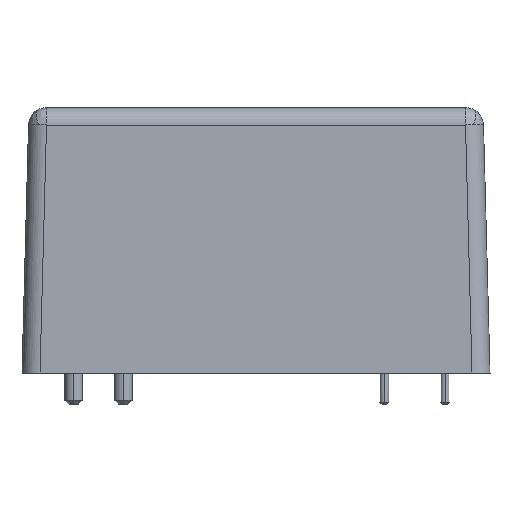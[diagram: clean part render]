
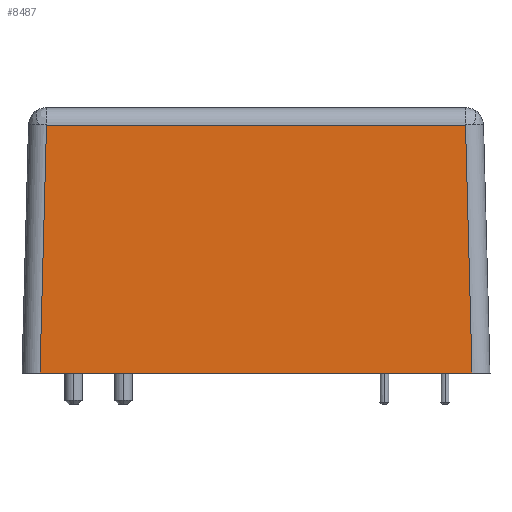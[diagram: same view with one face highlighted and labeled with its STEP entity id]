
A CAD part, left-side view. The second image highlights one B-rep face of the part: STEP entity #8487.
In plain terms, the highlighted planar face has unit normal (-1, 0, 0.026).
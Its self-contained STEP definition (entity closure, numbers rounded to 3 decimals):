
#664 = DIRECTION ( 'NONE',  ( 0.026, 0., 1. ) ) ;
#1102 = VECTOR ( 'NONE', #6148, 1000. ) ;
#1668 = CARTESIAN_POINT ( 'NONE',  ( -43.5, 24.001, 0. ) ) ;
#1675 = CARTESIAN_POINT ( 'NONE',  ( -43.5, -26., 0. ) ) ;
#1737 = PLANE ( 'NONE',  #12983 ) ;
#1912 = EDGE_CURVE ( 'NONE', #9145, #5477, #3432, .T. ) ;
#2151 = EDGE_LOOP ( 'NONE', ( #2792, #6029, #13003, #8882 ) ) ;
#2792 = ORIENTED_EDGE ( 'NONE', *, *, #8120, .T. ) ;
#3034 = DIRECTION ( 'NONE',  ( -0.026, 0.026, -0.999 ) ) ;
#3059 = VECTOR ( 'NONE', #10021, 1000. ) ;
#3077 = CARTESIAN_POINT ( 'NONE',  ( -43.5, -24.001, 0. ) ) ;
#3432 = LINE ( 'NONE', #12180, #3059 ) ;
#3516 = VERTEX_POINT ( 'NONE', #3077 ) ;
#3604 = CARTESIAN_POINT ( 'NONE',  ( -42.779, 23.279, 27.552 ) ) ;
#4501 = VERTEX_POINT ( 'NONE', #1668 ) ;
#5477 = VERTEX_POINT ( 'NONE', #3604 ) ;
#6029 = ORIENTED_EDGE ( 'NONE', *, *, #10749, .T. ) ;
#6038 = DIRECTION ( 'NONE',  ( 0., -1., 0. ) ) ;
#6098 = CARTESIAN_POINT ( 'NONE',  ( -43.5, -26., 0. ) ) ;
#6117 = CARTESIAN_POINT ( 'NONE',  ( -42.779, -23.279, 27.552 ) ) ;
#6148 = DIRECTION ( 'NONE',  ( -0.026, -0.026, -0.999 ) ) ;
#6784 = VECTOR ( 'NONE', #3034, 1000. ) ;
#7008 = LINE ( 'NONE', #9441, #1102 ) ;
#8120 = EDGE_CURVE ( 'NONE', #5477, #4501, #8271, .T. ) ;
#8271 = LINE ( 'NONE', #12649, #6784 ) ;
#8487 = ADVANCED_FACE ( 'NONE', ( #11566 ), #1737, .T. ) ;
#8882 = ORIENTED_EDGE ( 'NONE', *, *, #1912, .T. ) ;
#9145 = VERTEX_POINT ( 'NONE', #6117 ) ;
#9441 = CARTESIAN_POINT ( 'NONE',  ( -43.472, -23.972, 1.085 ) ) ;
#10021 = DIRECTION ( 'NONE',  ( 0., 1., 0. ) ) ;
#10473 = DIRECTION ( 'NONE',  ( -1., 0., 0.026 ) ) ;
#10749 = EDGE_CURVE ( 'NONE', #4501, #3516, #11505, .T. ) ;
#10957 = VECTOR ( 'NONE', #6038, 1000. ) ;
#11505 = LINE ( 'NONE', #1675, #10957 ) ;
#11566 = FACE_OUTER_BOUND ( 'NONE', #2151, .T. ) ;
#12180 = CARTESIAN_POINT ( 'NONE',  ( -42.779, -26., 27.552 ) ) ;
#12504 = EDGE_CURVE ( 'NONE', #9145, #3516, #7008, .T. ) ;
#12649 = CARTESIAN_POINT ( 'NONE',  ( -42.779, 23.279, 27.552 ) ) ;
#12983 = AXIS2_PLACEMENT_3D ( 'NONE', #6098, #10473, #664 ) ;
#13003 = ORIENTED_EDGE ( 'NONE', *, *, #12504, .F. ) ;
